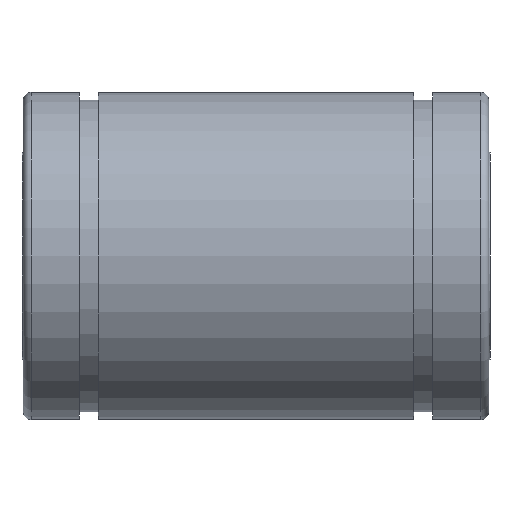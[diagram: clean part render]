
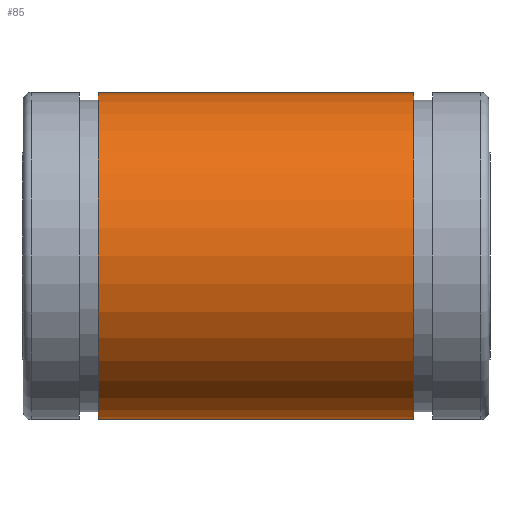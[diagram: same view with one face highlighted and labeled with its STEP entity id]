
A CAD part, left-side view. The second image highlights one B-rep face of the part: STEP entity #85.
In plain terms, the highlighted cylindrical face has radius 10.485 mm (diameter 20.97 mm), a partial arc.
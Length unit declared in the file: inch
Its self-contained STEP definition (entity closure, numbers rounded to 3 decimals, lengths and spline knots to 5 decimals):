
#27 = EDGE_LOOP ( 'NONE', ( #471, #1003, #441, #808 ) ) ;
#29 = CARTESIAN_POINT ( 'NONE',  ( 0., 0.5874, -0.4128 ) ) ;
#68 = VERTEX_POINT ( 'NONE', #649 ) ;
#70 = CARTESIAN_POINT ( 'NONE',  ( 0., 0.39862, 0. ) ) ;
#80 = AXIS2_PLACEMENT_3D ( 'NONE', #227, #305, #483 ) ;
#85 = ADVANCED_FACE ( 'NONE', ( #432 ), #832, .T. ) ;
#102 = VERTEX_POINT ( 'NONE', #796 ) ;
#156 = DIRECTION ( 'NONE',  ( 0., 0., 1. ) ) ;
#219 = CIRCLE ( 'NONE', #1097, 0.4128 ) ;
#225 = EDGE_CURVE ( 'NONE', #68, #902, #408, .T. ) ;
#227 = CARTESIAN_POINT ( 'NONE',  ( 0., 0.5874, 0. ) ) ;
#305 = DIRECTION ( 'NONE',  ( 0., -1., 0. ) ) ;
#370 = CARTESIAN_POINT ( 'NONE',  ( 0., -0.39862, 0. ) ) ;
#397 = CARTESIAN_POINT ( 'NONE',  ( 0., 0.5874, 0.4128 ) ) ;
#408 = CIRCLE ( 'NONE', #654, 0.4128 ) ;
#432 = FACE_OUTER_BOUND ( 'NONE', #27, .T. ) ;
#441 = ORIENTED_EDGE ( 'NONE', *, *, #682, .T. ) ;
#462 = DIRECTION ( 'NONE',  ( 0., 0., 1. ) ) ;
#471 = ORIENTED_EDGE ( 'NONE', *, *, #831, .F. ) ;
#483 = DIRECTION ( 'NONE',  ( 0., 0., -1. ) ) ;
#487 = VECTOR ( 'NONE', #879, 39.37008 ) ;
#499 = LINE ( 'NONE', #397, #703 ) ;
#533 = LINE ( 'NONE', #29, #487 ) ;
#587 = VERTEX_POINT ( 'NONE', #949 ) ;
#649 = CARTESIAN_POINT ( 'NONE',  ( 0., 0.39862, -0.4128 ) ) ;
#654 = AXIS2_PLACEMENT_3D ( 'NONE', #70, #667, #156 ) ;
#655 = DIRECTION ( 'NONE',  ( 0., -1., 0. ) ) ;
#667 = DIRECTION ( 'NONE',  ( 0., 1., 0. ) ) ;
#682 = EDGE_CURVE ( 'NONE', #68, #102, #533, .T. ) ;
#703 = VECTOR ( 'NONE', #655, 39.37008 ) ;
#796 = CARTESIAN_POINT ( 'NONE',  ( 0., -0.39862, -0.4128 ) ) ;
#808 = ORIENTED_EDGE ( 'NONE', *, *, #892, .T. ) ;
#831 = EDGE_CURVE ( 'NONE', #902, #587, #499, .T. ) ;
#832 = CYLINDRICAL_SURFACE ( 'NONE', #80, 0.4128 ) ;
#879 = DIRECTION ( 'NONE',  ( 0., -1., 0. ) ) ;
#888 = CARTESIAN_POINT ( 'NONE',  ( 0., 0.39862, 0.4128 ) ) ;
#892 = EDGE_CURVE ( 'NONE', #102, #587, #219, .T. ) ;
#902 = VERTEX_POINT ( 'NONE', #888 ) ;
#949 = CARTESIAN_POINT ( 'NONE',  ( 0., -0.39862, 0.4128 ) ) ;
#967 = DIRECTION ( 'NONE',  ( 0., 1., 0. ) ) ;
#1003 = ORIENTED_EDGE ( 'NONE', *, *, #225, .F. ) ;
#1097 = AXIS2_PLACEMENT_3D ( 'NONE', #370, #967, #462 ) ;
